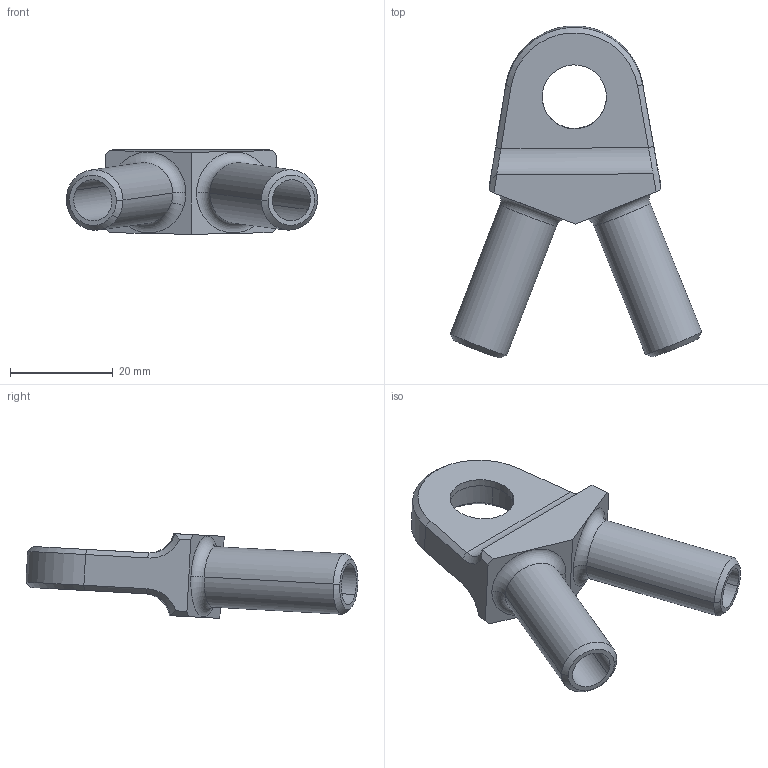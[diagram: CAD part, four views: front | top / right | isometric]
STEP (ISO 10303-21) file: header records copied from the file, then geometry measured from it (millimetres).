
FILE_DESCRIPTION(('CATIA V5 STEP Exchange'),'2;1');
FILE_NAME('insert_roue_avant_inferieur.stp','2018-10-22T10:08:36+00:00',('none'),('none'),'CATIA Version 5 Release 19 SP 2 (IN-10)','CATIA V5 STEP AP203','none');
FILE_SCHEMA(('CONFIG_CONTROL_DESIGN'));
Length unit declared in the file: millimetre
Products named in the file (1): SU_02001
Bounding box: 48.94 x 64.7 x 16.51 mm (x, y, z)
Volume: 11799.8 mm3; surface area: 6801.2 mm2
Topology: 1 solids, 1 shells, 59 faces, 140 edges, 84 vertices
Faces by surface type: cone 15, cylinder 15, plane 15, bspline 8, torus 6
Entity records: 2754 total; most frequent: CARTESIAN_POINT 1500, ORIENTED_EDGE 272, DIRECTION 189, EDGE_CURVE 136, AXIS2_PLACEMENT_3D 89, VERTEX_POINT 84, EDGE_LOOP 66, ADVANCED_FACE 59
